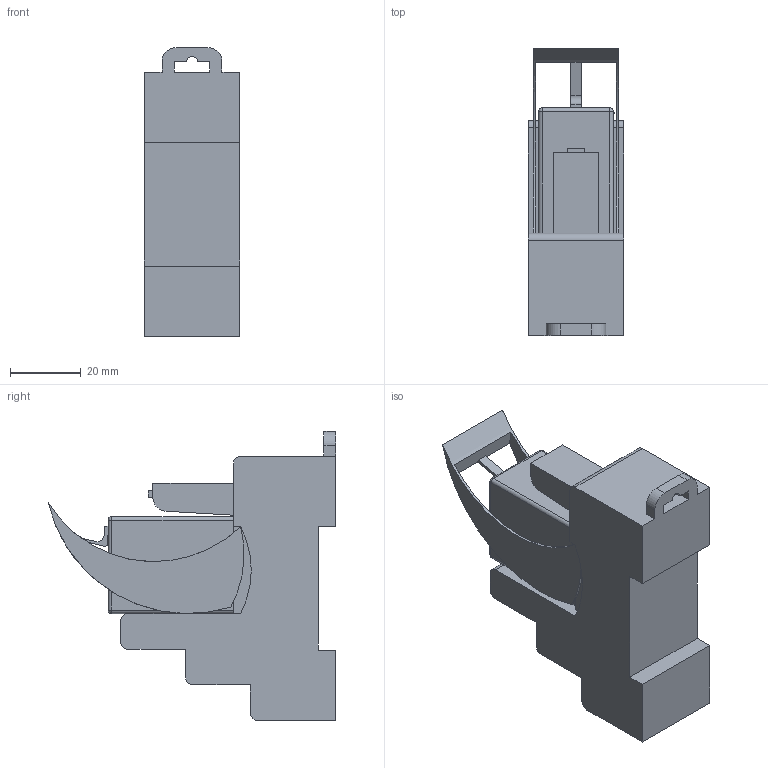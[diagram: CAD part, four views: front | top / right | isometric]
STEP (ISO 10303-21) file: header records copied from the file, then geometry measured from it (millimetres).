
FILE_DESCRIPTION((''),'2;1');
FILE_NAME('PIR4.stp','2014-08-14T11:32:37',('roland'),(''),'Autodesk Inventor 2013','Autodesk Inventor 2013','');
FILE_SCHEMA(('CONFIG_CONTROL_DESIGN'));
Length unit declared in the file: millimetre
Products named in the file (7): PIR4; GZM2; Modual MXX; R2; R2 top; GZT80
Assembly tree (6 placements, depth 3):
  PIR4
    GZM2
    Modual MXX
    R2
      R2
      R2 top
    GZT80
Bounding box: 27 x 81.58 x 82 mm (x, y, z)
Volume: 88710.8 mm3; surface area: 24329.3 mm2
Topology: 6 solids, 6 shells, 725 faces, 1720 edges, 1081 vertices
Faces by surface type: plane 632, cylinder 85, sphere 5, bspline 2, torus 1
Full cylindrical faces by diameter (mm): 1.5 x2, 2 x1, 3 x4, 3.5 x15, 4 x15
Entity records: 20799 total; most frequent: CARTESIAN_POINT 3583, ORIENTED_EDGE 3360, DIRECTION 3325, EDGE_CURVE 1680, VECTOR 1499, LINE 1499, VERTEX_POINT 1079, AXIS2_PLACEMENT_3D 913
